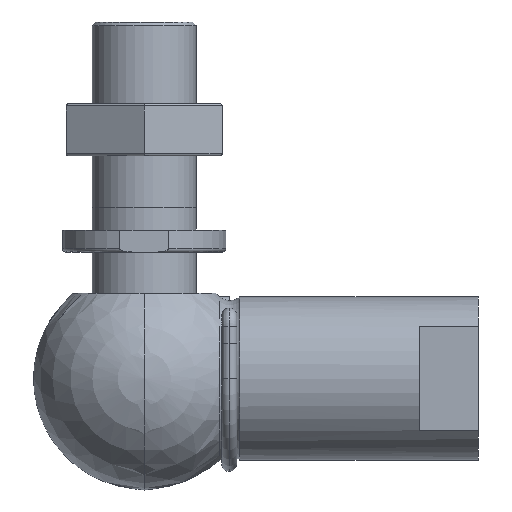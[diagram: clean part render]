
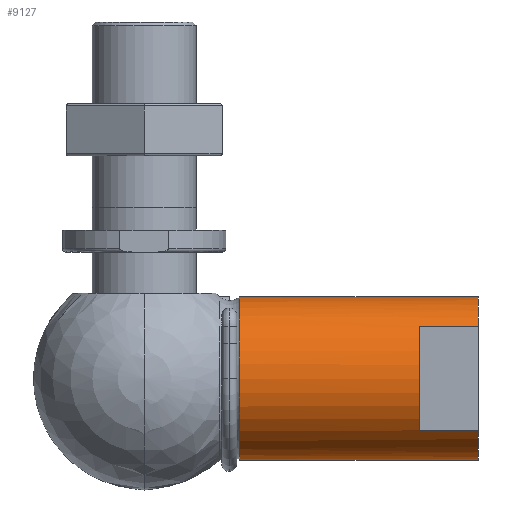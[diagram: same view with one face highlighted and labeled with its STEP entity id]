
A CAD part, left-side view. The second image highlights one B-rep face of the part: STEP entity #9127.
In plain terms, the highlighted cylindrical face has radius 11 mm (diameter 22 mm), a partial arc.
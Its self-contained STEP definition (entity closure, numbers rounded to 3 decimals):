
#1185=DIRECTION('',(0.,1.,0.));
#1186=VECTOR('',#1185,32.156);
#1187=CARTESIAN_POINT('',(0.,-45.,-11.));
#1188=LINE('',#1187,#1186);
#3933=CARTESIAN_POINT('',(0.,-12.844,0.));
#3934=DIRECTION('',(0.,-1.,0.));
#3935=DIRECTION('',(0.,0.,1.));
#3936=AXIS2_PLACEMENT_3D('',#3933,#3934,#3935);
#3938=DIRECTION('',(0.,1.,0.));
#3939=VECTOR('',#3938,32.156);
#3940=CARTESIAN_POINT('',(0.,-45.,11.));
#3941=LINE('',#3940,#3939);
#3942=DIRECTION('',(0.,-1.,0.));
#3943=VECTOR('',#3942,8.);
#3944=CARTESIAN_POINT('',(-8.5,-37.,6.982));
#3945=LINE('',#3944,#3943);
#3946=CARTESIAN_POINT('',(0.,-37.,0.));
#3947=DIRECTION('',(0.,-1.,0.));
#3948=DIRECTION('',(-0.773,0.,0.635));
#3949=AXIS2_PLACEMENT_3D('',#3946,#3947,#3948);
#3951=DIRECTION('',(0.,-1.,0.));
#3952=VECTOR('',#3951,8.);
#3953=CARTESIAN_POINT('',(-8.5,-37.,-6.982));
#3954=LINE('',#3953,#3952);
#3959=CARTESIAN_POINT('',(0.,-45.,0.));
#3960=DIRECTION('',(0.,-1.,0.));
#3961=DIRECTION('',(0.,0.,1.));
#3962=AXIS2_PLACEMENT_3D('',#3959,#3960,#3961);
#3978=CARTESIAN_POINT('',(0.,-45.,0.));
#3979=DIRECTION('',(0.,-1.,0.));
#3980=DIRECTION('',(-0.773,0.,-0.635));
#3981=AXIS2_PLACEMENT_3D('',#3978,#3979,#3980);
#4079=CARTESIAN_POINT('',(0.,-45.,-11.));
#4080=VERTEX_POINT('',#4079);
#4081=CARTESIAN_POINT('',(0.,-45.,11.));
#4082=VERTEX_POINT('',#4081);
#4083=CARTESIAN_POINT('',(-8.5,-37.,-6.982));
#4084=CARTESIAN_POINT('',(-8.5,-37.,6.982));
#4085=VERTEX_POINT('',#4083);
#4086=VERTEX_POINT('',#4084);
#4087=CARTESIAN_POINT('',(-8.5,-45.,6.982));
#4088=CARTESIAN_POINT('',(-8.5,-45.,-6.982));
#4089=VERTEX_POINT('',#4087);
#4090=VERTEX_POINT('',#4088);
#4103=CARTESIAN_POINT('',(0.,-12.844,11.));
#4104=CARTESIAN_POINT('',(0.,-12.844,-11.));
#4105=VERTEX_POINT('',#4103);
#4106=VERTEX_POINT('',#4104);
#9107=CARTESIAN_POINT('',(0.,-45.,0.));
#9108=DIRECTION('',(0.,-1.,0.));
#9109=DIRECTION('',(0.,0.,1.));
#9110=AXIS2_PLACEMENT_3D('',#9107,#9108,#9109);
#9111=CYLINDRICAL_SURFACE('',#9110,11.);
#9112=ORIENTED_EDGE('',*,*,#5061,.F.);
#9113=ORIENTED_EDGE('',*,*,#5217,.F.);
#9115=ORIENTED_EDGE('',*,*,#9114,.T.);
#9117=ORIENTED_EDGE('',*,*,#9116,.F.);
#9119=ORIENTED_EDGE('',*,*,#9118,.T.);
#9121=ORIENTED_EDGE('',*,*,#9120,.T.);
#9123=ORIENTED_EDGE('',*,*,#9122,.T.);
#9124=ORIENTED_EDGE('',*,*,#5205,.T.);
#9125=EDGE_LOOP('',(#9112,#9113,#9115,#9117,#9119,#9121,#9123,#9124));
#9126=FACE_OUTER_BOUND('',#9125,.F.);
#9127=ADVANCED_FACE('',(#9126),#9111,.T.);
#3937=CIRCLE('',#3936,11.);
#3950=CIRCLE('',#3949,11.);
#3963=CIRCLE('',#3962,11.);
#3982=CIRCLE('',#3981,11.);
#5061=EDGE_CURVE('',#4105,#4106,#3937,.T.);
#5205=EDGE_CURVE('',#4080,#4106,#1188,.T.);
#5217=EDGE_CURVE('',#4082,#4105,#3941,.T.);
#9114=EDGE_CURVE('',#4082,#4089,#3963,.T.);
#9116=EDGE_CURVE('',#4086,#4089,#3945,.T.);
#9118=EDGE_CURVE('',#4086,#4085,#3950,.T.);
#9120=EDGE_CURVE('',#4085,#4090,#3954,.T.);
#9122=EDGE_CURVE('',#4090,#4080,#3982,.T.);
